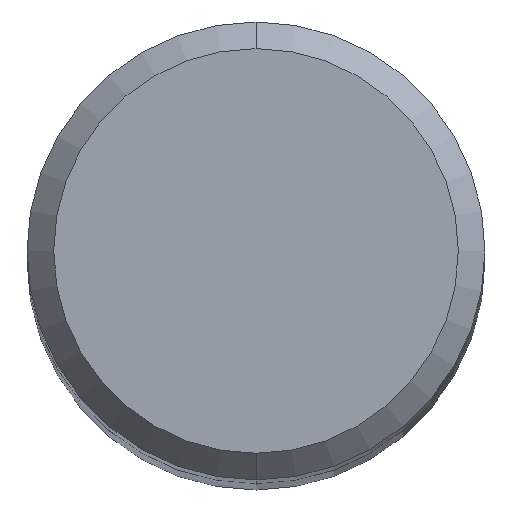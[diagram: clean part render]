
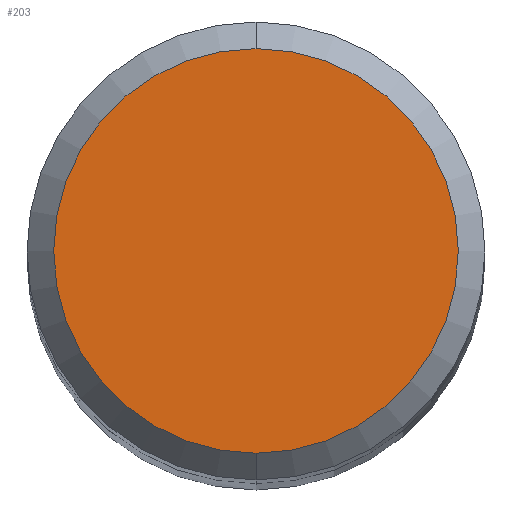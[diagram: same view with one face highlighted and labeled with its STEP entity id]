
A CAD part, top view. The second image highlights one B-rep face of the part: STEP entity #203.
In plain terms, the highlighted planar face has unit normal (0, 0, 1).
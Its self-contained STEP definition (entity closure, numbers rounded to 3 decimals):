
#203=ADVANCED_FACE('',(#466),#467,.T.);
#263=EDGE_CURVE('',#285,#377,#533,.T.);
#285=VERTEX_POINT('',#556);
#307=EDGE_CURVE('',#377,#285,#580,.T.);
#377=VERTEX_POINT('',#658);
#466=FACE_OUTER_BOUND('',#770,.T.);
#467=PLANE('',#771);
#533=CIRCLE('',#932,4.55);
#556=CARTESIAN_POINT('',(0.0,4.55,44.0));
#580=CIRCLE('',#1083,4.55);
#658=CARTESIAN_POINT('',(0.,-4.55,44.0));
#770=EDGE_LOOP('',(#1330,#1331));
#771=AXIS2_PLACEMENT_3D('',#1332,#1333,#1334);
#932=AXIS2_PLACEMENT_3D('',#1407,#1408,#1409);
#1083=AXIS2_PLACEMENT_3D('',#1447,#1448,#1449);
#1330=ORIENTED_EDGE('',*,*,#263,.F.);
#1331=ORIENTED_EDGE('',*,*,#307,.F.);
#1332=CARTESIAN_POINT('',(0.0,2.275,44.0));
#1333=DIRECTION('',(-0.0,0.0,1.0));
#1334=DIRECTION('',(0.0,-1.0,0.0));
#1407=CARTESIAN_POINT('',(0.0,0.0,44.0));
#1408=DIRECTION('',(0.0,0.0,-1.0));
#1409=DIRECTION('',(0.0,1.0,0.0));
#1447=CARTESIAN_POINT('',(0.0,0.0,44.0));
#1448=DIRECTION('',(0.0,0.0,-1.0));
#1449=DIRECTION('',(0.0,1.0,0.0));
